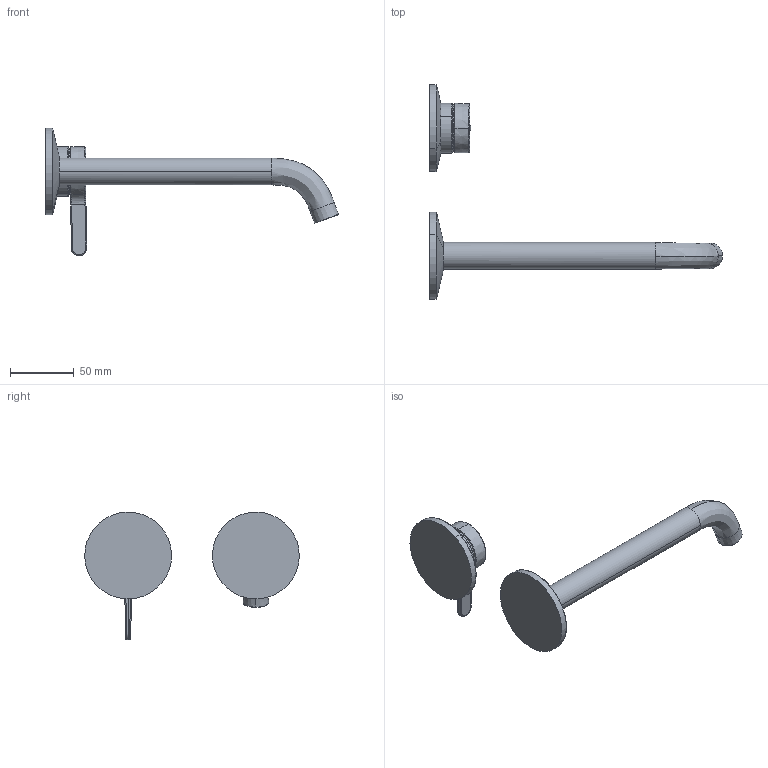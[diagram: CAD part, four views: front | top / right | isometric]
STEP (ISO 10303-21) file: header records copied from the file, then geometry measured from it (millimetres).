
FILE_DESCRIPTION(('CATIA V6 STEP','CAx-IF Rec.Pracs.--- Model Styling and Organization---1.4--- 2014-01-23','CAx-IF Rec.Pracs.---3D Tessellated Data Validation Properties---0.5---2014-09-14'),'2;1');
FILE_NAME('prd-HG-00016711.stp','2020-12-07T14:48:11+00:00',('none'),('none'),'3DEXPERIENCE Platform3DEXPERIENCE R2019x HotFix 5','3DEXPERIENCE Platform STEP AP242 v1','none');
FILE_SCHEMA(('AP242_MANAGED_MODEL_BASED_3D_ENGINEERING_MIM_LF {1 0 10303 442 1 1 4}'));
Length unit declared in the file: millimetre
Products named in the file (8): P-2_AX_One_WTM_UP_m.Hebelgriff; P-2_Rosette_2L_WTA_WM_AX_BO; P-2_Rosette_Auslauf_2L-WTA-WM_AX_BO; P-2_Auslauf_220mm_2L-WTA-WM_AX_BO; V5_SR_CA-M16,5x1_HC_1,5gpm-air_gruen-weiss; V5_SR_CA-M16,5x1_HC_1,5gpm-air_gruen-weiss_1; P-2_Huelse_2L-WTA-WM_Metris_E3; P-2_Griff_2-Loch_Wand_AX_BO
Assembly tree (7 placements, depth 3):
  P-2_AX_One_WTM_UP_m.Hebelgriff
    P-2_Rosette_2L_WTA_WM_AX_BO
    P-2_Rosette_Auslauf_2L-WTA-WM_AX_BO
    P-2_Auslauf_220mm_2L-WTA-WM_AX_BO
    V5_SR_CA-M16,5x1_HC_1,5gpm-air_gruen-weiss
      V5_SR_CA-M16,5x1_HC_1,5gpm-air_gruen-weiss_1
    P-2_Huelse_2L-WTA-WM_Metris_E3
    P-2_Griff_2-Loch_Wand_AX_BO
Bounding box: 229.34 x 167.98 x 99.99 mm (x, y, z)
Volume: 175719.8 mm3; surface area: 45453.8 mm2
Topology: 7 solids, 7 shells, 764 faces, 1948 edges, 1251 vertices
Faces by surface type: plane 557, cylinder 70, torus 66, bspline 41, cone 18, sphere 6, extrusion 4, revolution 2
Entity records: 26712 total; most frequent: CARTESIAN_POINT 8737, ORIENTED_EDGE 3880, DIRECTION 3153, EDGE_CURVE 1940, VECTOR 1427, LINE 1423, VERTEX_POINT 1251, AXIS2_PLACEMENT_3D 1025
